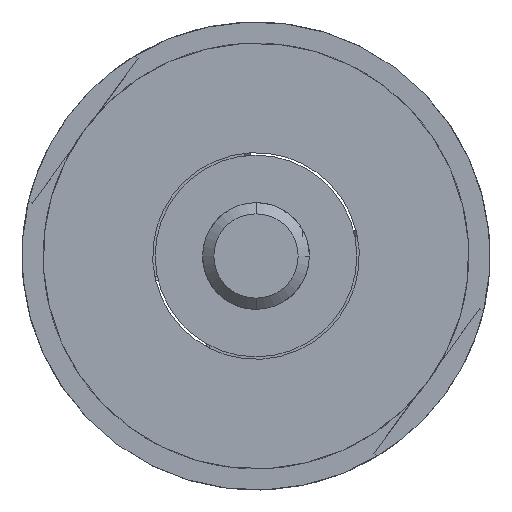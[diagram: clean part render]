
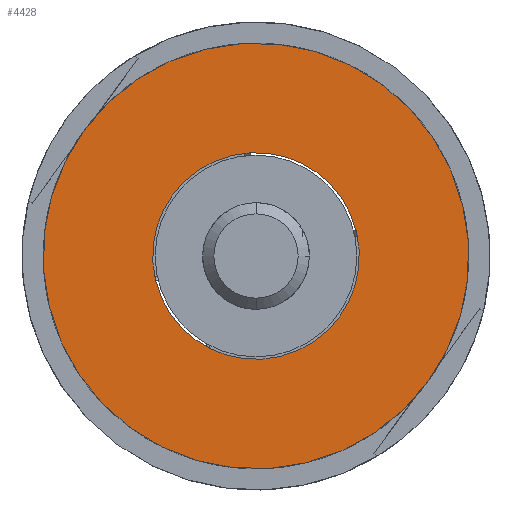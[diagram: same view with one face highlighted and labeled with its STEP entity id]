
A CAD part, front view. The second image highlights one B-rep face of the part: STEP entity #4428.
In plain terms, the highlighted planar face has unit normal (0, -1, 0).
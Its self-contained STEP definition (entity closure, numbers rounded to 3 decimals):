
#284 = AXIS2_PLACEMENT_3D ( 'NONE', #4435, #6283, #1547 ) ;
#325 = EDGE_LOOP ( 'NONE', ( #4617, #1054 ) ) ;
#330 = EDGE_CURVE ( 'NONE', #7066, #5968, #6688, .T. ) ;
#645 = CIRCLE ( 'NONE', #284, 19. ) ;
#915 = PLANE ( 'NONE',  #1161 ) ;
#1054 = ORIENTED_EDGE ( 'NONE', *, *, #3912, .T. ) ;
#1161 = AXIS2_PLACEMENT_3D ( 'NONE', #3148, #5981, #6597 ) ;
#1547 = DIRECTION ( 'NONE',  ( 0.807, 0., -0.59 ) ) ;
#1767 = CARTESIAN_POINT ( 'NONE',  ( -86.515, 3.054, -35.902 ) ) ;
#1947 = VERTEX_POINT ( 'NONE', #5075 ) ;
#2324 = FACE_OUTER_BOUND ( 'NONE', #325, .T. ) ;
#2577 = CIRCLE ( 'NONE', #7573, 9.225 ) ;
#2866 = EDGE_CURVE ( 'NONE', #1947, #3048, #2577, .T. ) ;
#2890 = DIRECTION ( 'NONE',  ( 0., -1., 0. ) ) ;
#2952 = DIRECTION ( 'NONE',  ( 0.807, 0., -0.59 ) ) ;
#2983 = CARTESIAN_POINT ( 'NONE',  ( -79.068, 3.054, -41.347 ) ) ;
#3048 = VERTEX_POINT ( 'NONE', #2983 ) ;
#3148 = CARTESIAN_POINT ( 'NONE',  ( -81.07, 3.054, -28.456 ) ) ;
#3154 = CARTESIAN_POINT ( 'NONE',  ( -86.515, 3.054, -35.902 ) ) ;
#3517 = EDGE_CURVE ( 'NONE', #3048, #1947, #6617, .T. ) ;
#3614 = CARTESIAN_POINT ( 'NONE',  ( -71.177, 3.054, -47.117 ) ) ;
#3729 = DIRECTION ( 'NONE',  ( 0.807, 0., -0.59 ) ) ;
#3912 = EDGE_CURVE ( 'NONE', #5968, #7066, #645, .T. ) ;
#4107 = CARTESIAN_POINT ( 'NONE',  ( -101.852, 3.054, -24.688 ) ) ;
#4251 = DIRECTION ( 'NONE',  ( 0., -1., 0. ) ) ;
#4428 = ADVANCED_FACE ( 'NONE', ( #7538, #2324 ), #915, .F. ) ;
#4435 = CARTESIAN_POINT ( 'NONE',  ( -86.515, 3.054, -35.902 ) ) ;
#4584 = DIRECTION ( 'NONE',  ( 0., -1., 0. ) ) ;
#4617 = ORIENTED_EDGE ( 'NONE', *, *, #330, .T. ) ;
#5075 = CARTESIAN_POINT ( 'NONE',  ( -93.961, 3.054, -30.458 ) ) ;
#5207 = DIRECTION ( 'NONE',  ( 0.807, 0., -0.59 ) ) ;
#5399 = EDGE_LOOP ( 'NONE', ( #6853, #6867 ) ) ;
#5968 = VERTEX_POINT ( 'NONE', #4107 ) ;
#5981 = DIRECTION ( 'NONE',  ( 0., 1., 0. ) ) ;
#6283 = DIRECTION ( 'NONE',  ( 0., -1., 0. ) ) ;
#6597 = DIRECTION ( 'NONE',  ( -0.807, 0., 0.59 ) ) ;
#6617 = CIRCLE ( 'NONE', #7472, 9.225 ) ;
#6688 = CIRCLE ( 'NONE', #7289, 19. ) ;
#6849 = CARTESIAN_POINT ( 'NONE',  ( -86.515, 3.054, -35.902 ) ) ;
#6853 = ORIENTED_EDGE ( 'NONE', *, *, #3517, .F. ) ;
#6867 = ORIENTED_EDGE ( 'NONE', *, *, #2866, .F. ) ;
#7066 = VERTEX_POINT ( 'NONE', #3614 ) ;
#7289 = AXIS2_PLACEMENT_3D ( 'NONE', #6849, #2890, #5207 ) ;
#7472 = AXIS2_PLACEMENT_3D ( 'NONE', #3154, #4251, #3729 ) ;
#7538 = FACE_BOUND ( 'NONE', #5399, .T. ) ;
#7573 = AXIS2_PLACEMENT_3D ( 'NONE', #1767, #4584, #2952 ) ;
